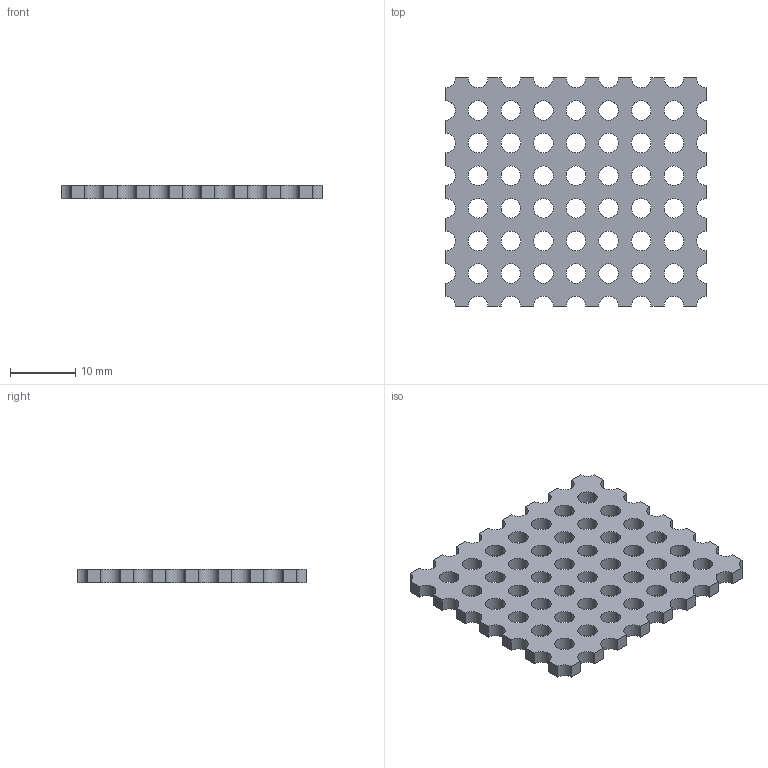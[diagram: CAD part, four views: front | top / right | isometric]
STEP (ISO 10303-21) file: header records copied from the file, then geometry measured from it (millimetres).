
FILE_DESCRIPTION (( 'STEP AP214' ), '1' );
FILE_NAME ('Green Board 40x35.STEP', '2022-02-11T14:10:11', ( '' ), ( '' ), 'SwSTEP 2.0', 'SolidWorks 2016', '' );
FILE_SCHEMA (( 'AUTOMOTIVE_DESIGN' ));
Length unit declared in the file: millimetre
Products named in the file (2): Green Board 40x35
Bounding box: 40 x 35 x 2 mm (x, y, z)
Volume: 2008.3 mm3; surface area: 3183.9 mm2
Topology: 1 solids, 1 shells, 152 faces, 450 edges, 300 vertices
Faces by surface type: cylinder 120, plane 32
Entity records: 5431 total; most frequent: DIRECTION 998, CARTESIAN_POINT 904, ORIENTED_EDGE 900, EDGE_CURVE 450, AXIS2_PLACEMENT_3D 394, VERTEX_POINT 300, CIRCLE 240, EDGE_LOOP 236
